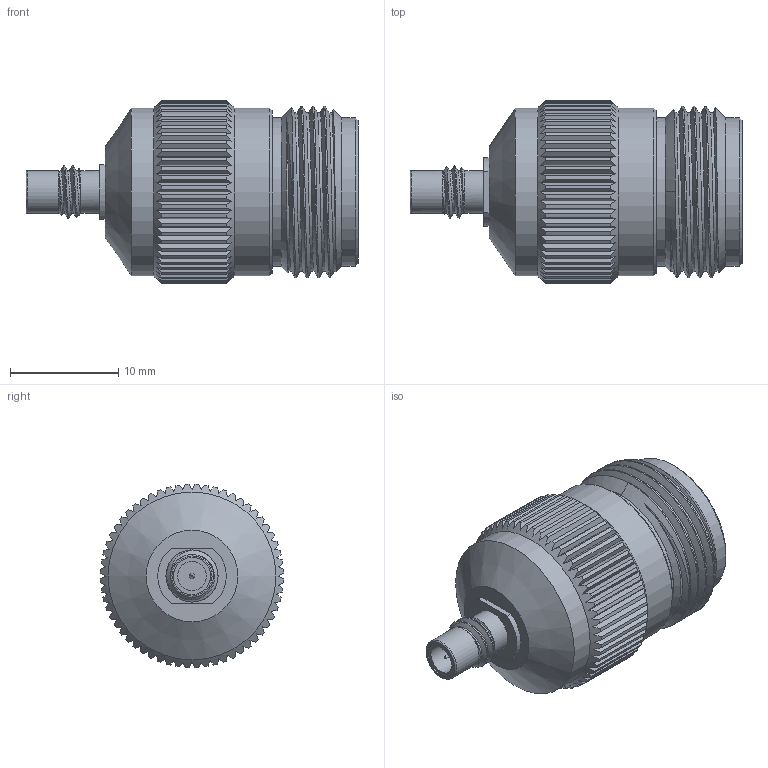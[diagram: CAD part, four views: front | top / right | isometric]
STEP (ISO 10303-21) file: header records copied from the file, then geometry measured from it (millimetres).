
FILE_DESCRIPTION (( 'STEP AP203' ), '1' );
FILE_NAME ('PE9319_3D.step', '2021-03-01T16:02:37', ( '' ), ( '' ), 'SwSTEP 2.0', 'SolidWorks 2018', '' );
FILE_SCHEMA (( 'CONFIG_CONTROL_DESIGN' ));
Length unit declared in the file: inch
Products named in the file (1): PE9319_3D
Bounding box: 30.73 x 16.98 x 16.98 mm (x, y, z)
Volume: 3839.7 mm3; surface area: 2340.5 mm2
Topology: 1 solids, 1 shells, 259 faces, 742 edges, 496 vertices
Faces by surface type: plane 147, cylinder 84, cone 21, bspline 7
Full cylindrical faces by diameter (mm): 0.533 x1, 1.524 x1, 2.692 x1, 3.048 x1, 3.454 x1, 3.962 x2, 6.985 x1, 13.716 x2, 15.544 x2
Entity records: 11523 total; most frequent: CARTESIAN_POINT 5337, ORIENTED_EDGE 1426, DIRECTION 1061, EDGE_CURVE 713, VERTEX_POINT 489, AXIS2_PLACEMENT_3D 424, B_SPLINE_CURVE_WITH_KNOTS 298, EDGE_LOOP 292
